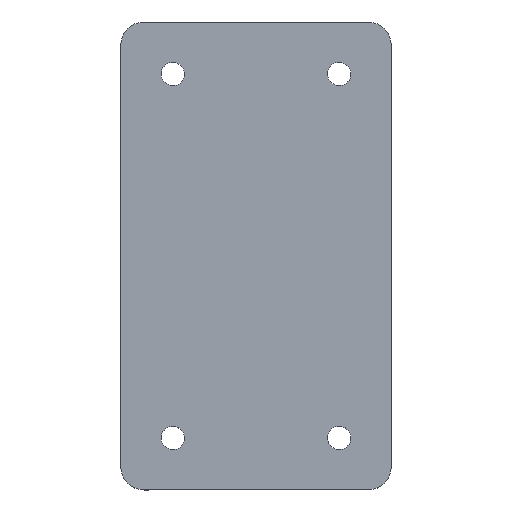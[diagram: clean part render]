
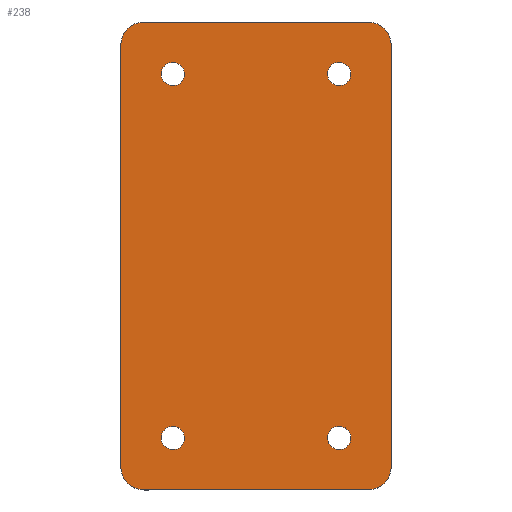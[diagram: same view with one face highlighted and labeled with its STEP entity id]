
A CAD part, top view. The second image highlights one B-rep face of the part: STEP entity #238.
In plain terms, the highlighted planar face has unit normal (0, 0, 1).
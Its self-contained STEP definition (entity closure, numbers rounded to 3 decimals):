
#48=AXIS2_PLACEMENT_3D('Circle Axis2P3D',#46,#47,$) ;
#112=AXIS2_PLACEMENT_3D('Plane Axis2P3D',#109,#110,#111) ;
#125=AXIS2_PLACEMENT_3D('Circle Axis2P3D',#123,#124,$) ;
#139=AXIS2_PLACEMENT_3D('Circle Axis2P3D',#137,#138,$) ;
#153=AXIS2_PLACEMENT_3D('Circle Axis2P3D',#151,#152,$) ;
#167=AXIS2_PLACEMENT_3D('Circle Axis2P3D',#165,#166,$) ;
#186=AXIS2_PLACEMENT_3D('Circle Axis2P3D',#184,#185,$) ;
#195=AXIS2_PLACEMENT_3D('Circle Axis2P3D',#193,#194,$) ;
#204=AXIS2_PLACEMENT_3D('Circle Axis2P3D',#202,#203,$) ;
#213=AXIS2_PLACEMENT_3D('Circle Axis2P3D',#211,#212,$) ;
#222=AXIS2_PLACEMENT_3D('Circle Axis2P3D',#220,#221,$) ;
#231=AXIS2_PLACEMENT_3D('Circle Axis2P3D',#229,#230,$) ;
#41=CARTESIAN_POINT('Vertex',(40.025,8.921,3.96)) ;
#46=CARTESIAN_POINT('Axis2P3D Location',(42.,10.,3.96)) ;
#50=CARTESIAN_POINT('Vertex',(43.975,11.079,3.96)) ;
#86=CARTESIAN_POINT('Control Point',(43.975,11.079,3.96)) ;
#87=CARTESIAN_POINT('Control Point',(43.636,11.699,3.96)) ;
#88=CARTESIAN_POINT('Control Point',(43.053,12.186,3.96)) ;
#89=CARTESIAN_POINT('Control Point',(42.295,12.409,3.96)) ;
#90=CARTESIAN_POINT('Control Point',(40.788,12.218,3.96)) ;
#91=CARTESIAN_POINT('Control Point',(39.814,11.053,3.96)) ;
#92=CARTESIAN_POINT('Control Point',(39.591,10.295,3.96)) ;
#93=CARTESIAN_POINT('Control Point',(39.687,9.542,3.96)) ;
#94=CARTESIAN_POINT('Control Point',(40.025,8.921,3.96)) ;
#109=CARTESIAN_POINT('Axis2P3D Location',(0.,0.,3.96)) ;
#114=CARTESIAN_POINT('Line Origine',(52.,45.,3.96)) ;
#118=CARTESIAN_POINT('Vertex',(52.,4.5,3.96)) ;
#120=CARTESIAN_POINT('Vertex',(52.,85.5,3.96)) ;
#123=CARTESIAN_POINT('Axis2P3D Location',(47.5,85.5,3.96)) ;
#127=CARTESIAN_POINT('Vertex',(47.5,90.,3.96)) ;
#130=CARTESIAN_POINT('Line Origine',(26.,90.,3.96)) ;
#134=CARTESIAN_POINT('Vertex',(4.5,90.,3.96)) ;
#137=CARTESIAN_POINT('Axis2P3D Location',(4.5,85.5,3.96)) ;
#141=CARTESIAN_POINT('Vertex',(0.,85.5,3.96)) ;
#144=CARTESIAN_POINT('Line Origine',(0.,45.,3.96)) ;
#148=CARTESIAN_POINT('Vertex',(0.,4.5,3.96)) ;
#151=CARTESIAN_POINT('Axis2P3D Location',(4.5,4.5,3.96)) ;
#155=CARTESIAN_POINT('Vertex',(4.5,0.,3.96)) ;
#158=CARTESIAN_POINT('Line Origine',(26.,0.,3.96)) ;
#162=CARTESIAN_POINT('Vertex',(47.5,0.,3.96)) ;
#165=CARTESIAN_POINT('Axis2P3D Location',(47.5,4.5,3.96)) ;
#184=CARTESIAN_POINT('Axis2P3D Location',(10.,10.,3.96)) ;
#188=CARTESIAN_POINT('Vertex',(8.025,8.921,3.96)) ;
#190=CARTESIAN_POINT('Vertex',(11.975,11.079,3.96)) ;
#193=CARTESIAN_POINT('Axis2P3D Location',(10.,10.,3.96)) ;
#202=CARTESIAN_POINT('Axis2P3D Location',(42.,80.,3.96)) ;
#206=CARTESIAN_POINT('Vertex',(40.025,78.921,3.96)) ;
#208=CARTESIAN_POINT('Vertex',(43.975,81.079,3.96)) ;
#211=CARTESIAN_POINT('Axis2P3D Location',(42.,80.,3.96)) ;
#220=CARTESIAN_POINT('Axis2P3D Location',(10.,80.,3.96)) ;
#224=CARTESIAN_POINT('Vertex',(8.025,78.921,3.96)) ;
#226=CARTESIAN_POINT('Vertex',(11.975,81.079,3.96)) ;
#229=CARTESIAN_POINT('Axis2P3D Location',(10.,80.,3.96)) ;
#47=DIRECTION('Axis2P3D Direction',(0.,-0.,1.)) ;
#110=DIRECTION('Axis2P3D Direction',(0.,0.,1.)) ;
#111=DIRECTION('Axis2P3D XDirection',(1.,0.,0.)) ;
#115=DIRECTION('Vector Direction',(0.,1.,0.)) ;
#124=DIRECTION('Axis2P3D Direction',(0.,0.,1.)) ;
#131=DIRECTION('Vector Direction',(-1.,0.,0.)) ;
#138=DIRECTION('Axis2P3D Direction',(0.,0.,1.)) ;
#145=DIRECTION('Vector Direction',(0.,-1.,0.)) ;
#152=DIRECTION('Axis2P3D Direction',(0.,0.,1.)) ;
#159=DIRECTION('Vector Direction',(1.,0.,0.)) ;
#166=DIRECTION('Axis2P3D Direction',(0.,0.,1.)) ;
#185=DIRECTION('Axis2P3D Direction',(0.,0.,1.)) ;
#194=DIRECTION('Axis2P3D Direction',(0.,0.,1.)) ;
#203=DIRECTION('Axis2P3D Direction',(0.,0.,1.)) ;
#212=DIRECTION('Axis2P3D Direction',(0.,0.,1.)) ;
#221=DIRECTION('Axis2P3D Direction',(0.,0.,1.)) ;
#230=DIRECTION('Axis2P3D Direction',(0.,0.,1.)) ;
#116=VECTOR('Line Direction',#115,1.) ;
#132=VECTOR('Line Direction',#131,1.) ;
#146=VECTOR('Line Direction',#145,1.) ;
#160=VECTOR('Line Direction',#159,1.) ;
#171=ORIENTED_EDGE('',*,*,#122,.T.) ;
#172=ORIENTED_EDGE('',*,*,#129,.F.) ;
#173=ORIENTED_EDGE('',*,*,#136,.T.) ;
#174=ORIENTED_EDGE('',*,*,#143,.F.) ;
#175=ORIENTED_EDGE('',*,*,#150,.T.) ;
#176=ORIENTED_EDGE('',*,*,#157,.F.) ;
#177=ORIENTED_EDGE('',*,*,#164,.T.) ;
#178=ORIENTED_EDGE('',*,*,#169,.F.) ;
#181=ORIENTED_EDGE('',*,*,#95,.F.) ;
#182=ORIENTED_EDGE('',*,*,#52,.F.) ;
#199=ORIENTED_EDGE('',*,*,#192,.F.) ;
#200=ORIENTED_EDGE('',*,*,#197,.F.) ;
#217=ORIENTED_EDGE('',*,*,#210,.F.) ;
#218=ORIENTED_EDGE('',*,*,#215,.F.) ;
#235=ORIENTED_EDGE('',*,*,#228,.F.) ;
#236=ORIENTED_EDGE('',*,*,#233,.F.) ;
#183=FACE_BOUND('',#180,.T.) ;
#201=FACE_BOUND('',#198,.T.) ;
#219=FACE_BOUND('',#216,.T.) ;
#237=FACE_BOUND('',#234,.T.) ;
#238=ADVANCED_FACE('Hauptkoerper',(#179,#183,#201,#219,#237),#113,.T.) ;
#85=B_SPLINE_CURVE_WITH_KNOTS('',5,(#86,#87,#88,#89,#90,#91,#92,#93,#94),.UNSPECIFIED.,.F.,.U.,(6,3,6),(-3.534,0.,3.534),.UNSPECIFIED.) ;
#49=CIRCLE('generated circle',#48,2.25) ;
#126=CIRCLE('generated circle',#125,4.5) ;
#140=CIRCLE('generated circle',#139,4.5) ;
#154=CIRCLE('generated circle',#153,4.5) ;
#168=CIRCLE('generated circle',#167,4.5) ;
#187=CIRCLE('generated circle',#186,2.25) ;
#196=CIRCLE('generated circle',#195,2.25) ;
#205=CIRCLE('generated circle',#204,2.25) ;
#214=CIRCLE('generated circle',#213,2.25) ;
#223=CIRCLE('generated circle',#222,2.25) ;
#232=CIRCLE('generated circle',#231,2.25) ;
#52=EDGE_CURVE('',#42,#51,#49,.T.) ;
#95=EDGE_CURVE('',#51,#42,#85,.T.) ;
#122=EDGE_CURVE('',#119,#121,#117,.T.) ;
#129=EDGE_CURVE('',#128,#121,#126,.F.) ;
#136=EDGE_CURVE('',#128,#135,#133,.T.) ;
#143=EDGE_CURVE('',#142,#135,#140,.F.) ;
#150=EDGE_CURVE('',#142,#149,#147,.T.) ;
#157=EDGE_CURVE('',#156,#149,#154,.F.) ;
#164=EDGE_CURVE('',#156,#163,#161,.T.) ;
#169=EDGE_CURVE('',#119,#163,#168,.F.) ;
#192=EDGE_CURVE('',#189,#191,#187,.T.) ;
#197=EDGE_CURVE('',#191,#189,#196,.T.) ;
#210=EDGE_CURVE('',#207,#209,#205,.T.) ;
#215=EDGE_CURVE('',#209,#207,#214,.T.) ;
#228=EDGE_CURVE('',#225,#227,#223,.T.) ;
#233=EDGE_CURVE('',#227,#225,#232,.T.) ;
#170=EDGE_LOOP('',(#171,#172,#173,#174,#175,#176,#177,#178)) ;
#180=EDGE_LOOP('',(#181,#182)) ;
#198=EDGE_LOOP('',(#199,#200)) ;
#216=EDGE_LOOP('',(#217,#218)) ;
#234=EDGE_LOOP('',(#235,#236)) ;
#179=FACE_OUTER_BOUND('',#170,.T.) ;
#117=LINE('Line',#114,#116) ;
#133=LINE('Line',#130,#132) ;
#147=LINE('Line',#144,#146) ;
#161=LINE('Line',#158,#160) ;
#113=PLANE('',#112) ;
#42=VERTEX_POINT('',#41) ;
#51=VERTEX_POINT('',#50) ;
#119=VERTEX_POINT('',#118) ;
#121=VERTEX_POINT('',#120) ;
#128=VERTEX_POINT('',#127) ;
#135=VERTEX_POINT('',#134) ;
#142=VERTEX_POINT('',#141) ;
#149=VERTEX_POINT('',#148) ;
#156=VERTEX_POINT('',#155) ;
#163=VERTEX_POINT('',#162) ;
#189=VERTEX_POINT('',#188) ;
#191=VERTEX_POINT('',#190) ;
#207=VERTEX_POINT('',#206) ;
#209=VERTEX_POINT('',#208) ;
#225=VERTEX_POINT('',#224) ;
#227=VERTEX_POINT('',#226) ;
